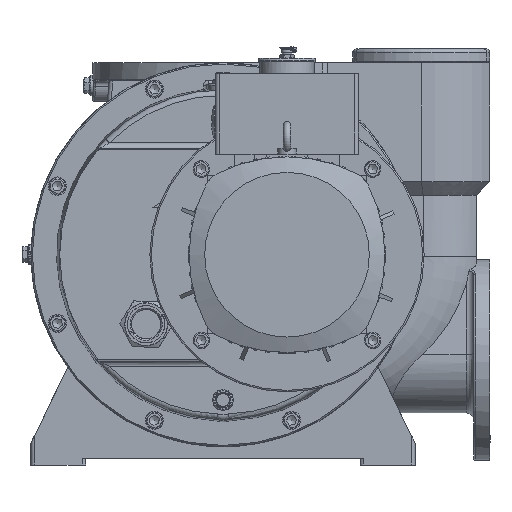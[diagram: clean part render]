
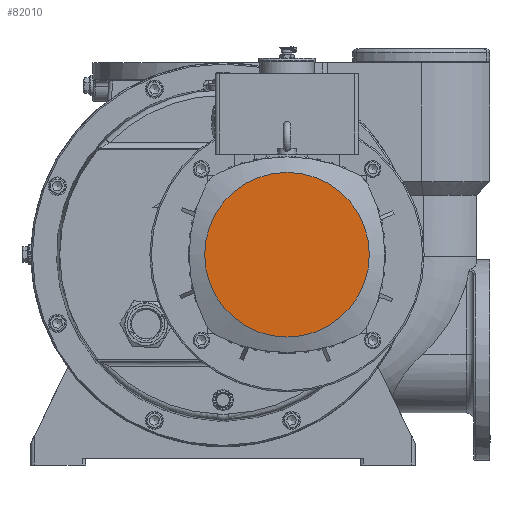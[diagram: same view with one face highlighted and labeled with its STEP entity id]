
A CAD part, front view. The second image highlights one B-rep face of the part: STEP entity #82010.
In plain terms, the highlighted planar face has unit normal (0, -1, 0).
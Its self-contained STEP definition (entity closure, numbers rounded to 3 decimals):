
#81994=CARTESIAN_POINT('',(70.,-923.,0.));
#81995=DIRECTION('',(0.0,-1.0,0.0));
#81996=DIRECTION('',(0.0,0.0,1.0));
#81997=AXIS2_PLACEMENT_3D('',#81994,#81995,#81996);
#81998=PLANE('',#81997);
#81999=CARTESIAN_POINT('',(70.,-923.,90.));
#82000=VERTEX_POINT('',#81999);
#82001=CARTESIAN_POINT('',(70.,-923.,0.));
#82002=DIRECTION('',(0.0,-1.0,0.0));
#82003=DIRECTION('',(0.0,0.0,1.0));
#82004=AXIS2_PLACEMENT_3D('',#82001,#82002,#82003);
#82005=CIRCLE('',#82004,90.);
#82006=EDGE_CURVE('',#82000,#82000,#82005,.T.);
#82007=ORIENTED_EDGE('',*,*,#82006,.T.);
#82008=EDGE_LOOP('',(#82007));
#82009=FACE_OUTER_BOUND('',#82008,.T.);
#82010=ADVANCED_FACE('',(#82009),#81998,.T.);
